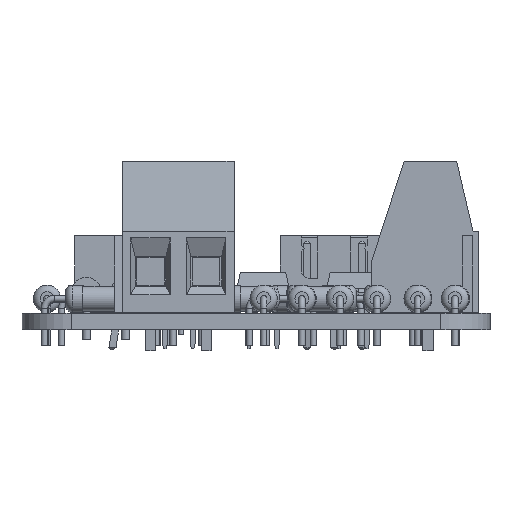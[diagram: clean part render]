
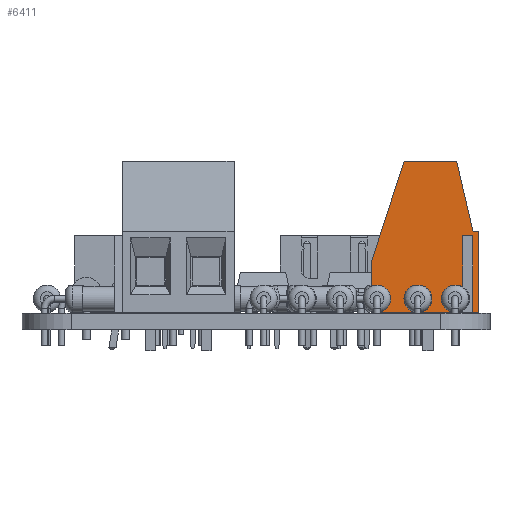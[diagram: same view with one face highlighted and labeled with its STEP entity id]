
A CAD part, left-side view. The second image highlights one B-rep face of the part: STEP entity #6411.
In plain terms, the highlighted planar face has unit normal (-1, 0, 0).
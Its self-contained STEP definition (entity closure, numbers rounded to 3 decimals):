
#6411 = ADVANCED_FACE('',(#6412),#6502,.F.);
#6412 = FACE_BOUND('',#6413,.F.);
#6413 = EDGE_LOOP('',(#6414,#6424,#6432,#6440,#6448,#6456,#6464,#6472,
    #6480,#6488,#6496));
#6414 = ORIENTED_EDGE('',*,*,#6415,.T.);
#6415 = EDGE_CURVE('',#6416,#6418,#6420,.T.);
#6416 = VERTEX_POINT('',#6417);
#6417 = CARTESIAN_POINT('',(-2.54,-2.6,13.8));
#6418 = VERTEX_POINT('',#6419);
#6419 = CARTESIAN_POINT('',(-2.54,-4.1,7.4));
#6420 = LINE('',#6421,#6422);
#6421 = CARTESIAN_POINT('',(-2.54,-2.6,13.8));
#6422 = VECTOR('',#6423,1.);
#6423 = DIRECTION('',(0.,-0.228,-0.974));
#6424 = ORIENTED_EDGE('',*,*,#6425,.T.);
#6425 = EDGE_CURVE('',#6418,#6426,#6428,.T.);
#6426 = VERTEX_POINT('',#6427);
#6427 = CARTESIAN_POINT('',(-2.54,-4.6,7.4));
#6428 = LINE('',#6429,#6430);
#6429 = CARTESIAN_POINT('',(-2.54,-4.1,7.4));
#6430 = VECTOR('',#6431,1.);
#6431 = DIRECTION('',(0.,-1.,0.));
#6432 = ORIENTED_EDGE('',*,*,#6433,.T.);
#6433 = EDGE_CURVE('',#6426,#6434,#6436,.T.);
#6434 = VERTEX_POINT('',#6435);
#6435 = CARTESIAN_POINT('',(-2.54,-4.6,0.));
#6436 = LINE('',#6437,#6438);
#6437 = CARTESIAN_POINT('',(-2.54,-4.6,13.8));
#6438 = VECTOR('',#6439,1.);
#6439 = DIRECTION('',(0.,0.,-1.));
#6440 = ORIENTED_EDGE('',*,*,#6441,.T.);
#6441 = EDGE_CURVE('',#6434,#6442,#6444,.T.);
#6442 = VERTEX_POINT('',#6443);
#6443 = CARTESIAN_POINT('',(-2.54,-3.83,0.));
#6444 = LINE('',#6445,#6446);
#6445 = CARTESIAN_POINT('',(-2.54,-4.6,0.));
#6446 = VECTOR('',#6447,1.);
#6447 = DIRECTION('',(0.,1.,0.));
#6448 = ORIENTED_EDGE('',*,*,#6449,.T.);
#6449 = EDGE_CURVE('',#6442,#6450,#6452,.T.);
#6450 = VERTEX_POINT('',#6451);
#6451 = CARTESIAN_POINT('',(-2.54,-3.83,7.));
#6452 = LINE('',#6453,#6454);
#6453 = CARTESIAN_POINT('',(-2.54,-3.83,0.));
#6454 = VECTOR('',#6455,1.);
#6455 = DIRECTION('',(0.,0.,1.));
#6456 = ORIENTED_EDGE('',*,*,#6457,.T.);
#6457 = EDGE_CURVE('',#6450,#6458,#6460,.T.);
#6458 = VERTEX_POINT('',#6459);
#6459 = CARTESIAN_POINT('',(-2.54,-3.37,7.));
#6460 = LINE('',#6461,#6462);
#6461 = CARTESIAN_POINT('',(-2.54,-3.83,7.));
#6462 = VECTOR('',#6463,1.);
#6463 = DIRECTION('',(0.,1.,0.));
#6464 = ORIENTED_EDGE('',*,*,#6465,.F.);
#6465 = EDGE_CURVE('',#6466,#6458,#6468,.T.);
#6466 = VERTEX_POINT('',#6467);
#6467 = CARTESIAN_POINT('',(-2.54,-3.37,0.));
#6468 = LINE('',#6469,#6470);
#6469 = CARTESIAN_POINT('',(-2.54,-3.37,0.));
#6470 = VECTOR('',#6471,1.);
#6471 = DIRECTION('',(0.,0.,1.));
#6472 = ORIENTED_EDGE('',*,*,#6473,.T.);
#6473 = EDGE_CURVE('',#6466,#6474,#6476,.T.);
#6474 = VERTEX_POINT('',#6475);
#6475 = CARTESIAN_POINT('',(-2.54,5.2,0.));
#6476 = LINE('',#6477,#6478);
#6477 = CARTESIAN_POINT('',(-2.54,-4.6,0.));
#6478 = VECTOR('',#6479,1.);
#6479 = DIRECTION('',(0.,1.,0.));
#6480 = ORIENTED_EDGE('',*,*,#6481,.T.);
#6481 = EDGE_CURVE('',#6474,#6482,#6484,.T.);
#6482 = VERTEX_POINT('',#6483);
#6483 = CARTESIAN_POINT('',(-2.54,5.2,4.57));
#6484 = LINE('',#6485,#6486);
#6485 = CARTESIAN_POINT('',(-2.54,5.2,0.));
#6486 = VECTOR('',#6487,1.);
#6487 = DIRECTION('',(0.,0.,1.));
#6488 = ORIENTED_EDGE('',*,*,#6489,.F.);
#6489 = EDGE_CURVE('',#6490,#6482,#6492,.T.);
#6490 = VERTEX_POINT('',#6491);
#6491 = CARTESIAN_POINT('',(-2.54,2.2,13.8));
#6492 = LINE('',#6493,#6494);
#6493 = CARTESIAN_POINT('',(-2.54,2.2,13.8));
#6494 = VECTOR('',#6495,1.);
#6495 = DIRECTION('',(0.,0.309,-0.951));
#6496 = ORIENTED_EDGE('',*,*,#6497,.T.);
#6497 = EDGE_CURVE('',#6490,#6416,#6498,.T.);
#6498 = LINE('',#6499,#6500);
#6499 = CARTESIAN_POINT('',(-2.54,5.2,13.8));
#6500 = VECTOR('',#6501,1.);
#6501 = DIRECTION('',(0.,-1.,0.));
#6502 = PLANE('',#6503);
#6503 = AXIS2_PLACEMENT_3D('',#6504,#6505,#6506);
#6504 = CARTESIAN_POINT('',(-2.54,0.3,6.9));
#6505 = DIRECTION('',(1.,0.,0.));
#6506 = DIRECTION('',(0.,0.,1.));
